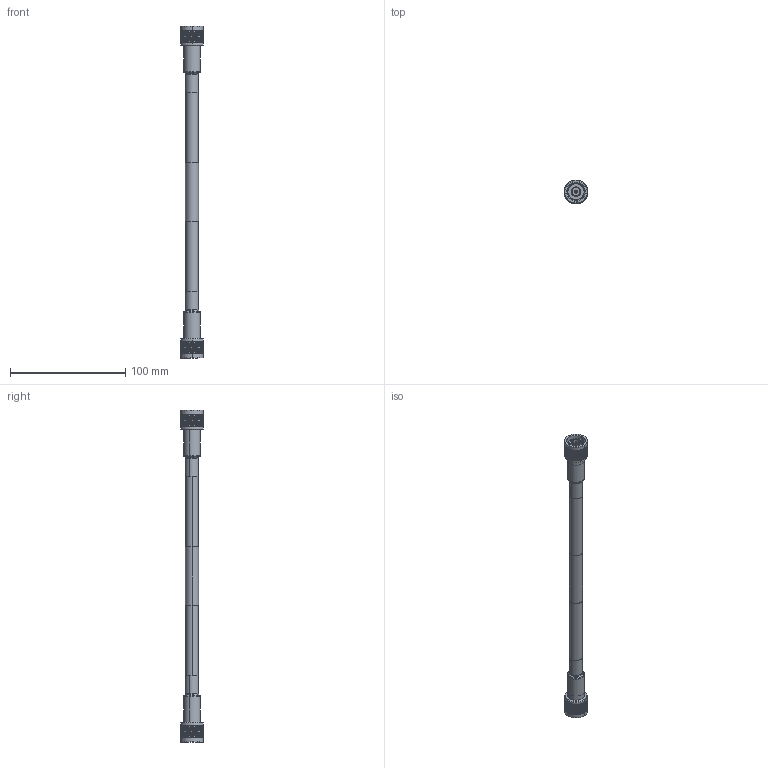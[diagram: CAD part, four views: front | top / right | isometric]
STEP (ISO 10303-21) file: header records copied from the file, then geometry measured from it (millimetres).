
FILE_DESCRIPTION (( 'STEP AP214' ), '1' );
FILE_NAME ('FMC00101_3D.step', '2023-05-10T07:30:35', ( '' ), ( '' ), 'SwSTEP 2.0', 'SolidWorks 2022', '' );
FILE_SCHEMA (( 'AUTOMOTIVE_DESIGN' ));
Length unit declared in the file: inch
Products named in the file (4): Copy of HeatShrink_FMCN1092^FMC00101; FMC00101_3D; SC9104; RG214-BULK
Assembly tree (5 placements, depth 2):
  FMC00101_3D
    RG214-BULK
    Copy of HeatShrink_FMCN1092^FMC00101  x2
    SC9104  x2
Bounding box: 20.32 x 20.32 x 287.99 mm (x, y, z)
Volume: 45368.8 mm3; surface area: 23046.7 mm2
Topology: 5 solids, 5 shells, 5506 faces, 11546 edges, 6070 vertices
Faces by surface type: bspline 4326, cylinder 1052, plane 62, cone 54, torus 12
Entity records: 105022 total; most frequent: CARTESIAN_POINT 68819, ORIENTED_EDGE 11564, EDGE_CURVE 5782, VERTEX_POINT 3041, EDGE_LOOP 2769, ADVANCED_FACE 2758, FACE_OUTER_BOUND 2758, B_SPLINE_CURVE_WITH_KNOTS 2536
